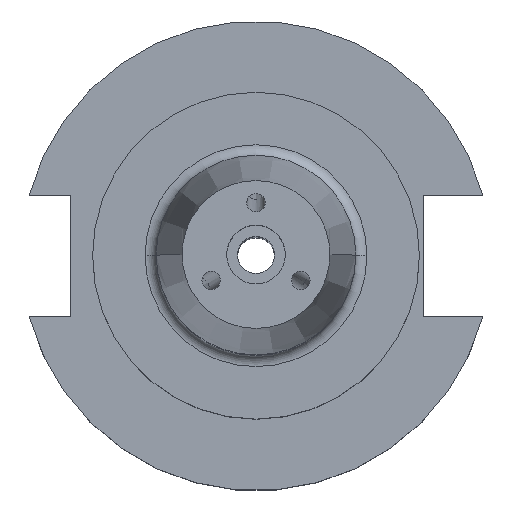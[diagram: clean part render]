
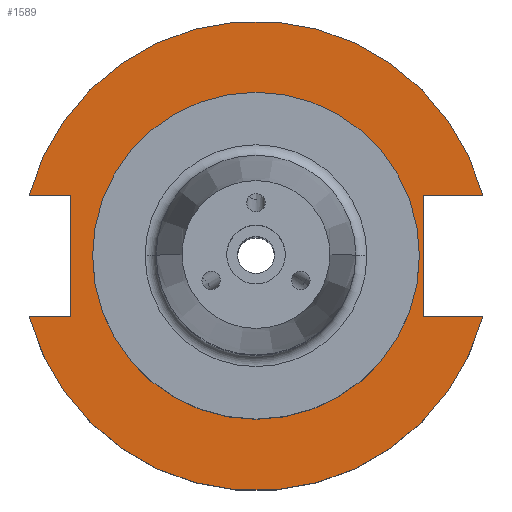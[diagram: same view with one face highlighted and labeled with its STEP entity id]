
A CAD part, top view. The second image highlights one B-rep face of the part: STEP entity #1589.
In plain terms, the highlighted planar face has unit normal (0, 0, 1).
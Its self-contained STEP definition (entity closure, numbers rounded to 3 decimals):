
#21 = FACE_OUTER_BOUND ( 'NONE', #1805, .T. ) ;
#36 = ORIENTED_EDGE ( 'NONE', *, *, #1032, .T. ) ;
#50 = LINE ( 'NONE', #151, #1022 ) ;
#75 = CARTESIAN_POINT ( 'NONE',  ( 22.606, -8.191, 19.05 ) ) ;
#77 = VECTOR ( 'NONE', #631, 1000. ) ;
#130 = DIRECTION ( 'NONE',  ( -1., 0., 0. ) ) ;
#143 = LINE ( 'NONE', #1292, #77 ) ;
#151 = CARTESIAN_POINT ( 'NONE',  ( 0., 8.191, 19.05 ) ) ;
#189 = ORIENTED_EDGE ( 'NONE', *, *, #465, .T. ) ;
#225 = DIRECTION ( 'NONE',  ( 1., 0., 0. ) ) ;
#243 = DIRECTION ( 'NONE',  ( 1., 0., 0. ) ) ;
#261 = DIRECTION ( 'NONE',  ( 0., 0., 1. ) ) ;
#283 = CARTESIAN_POINT ( 'NONE',  ( -25.091, -8.191, 19.05 ) ) ;
#286 = CARTESIAN_POINT ( 'NONE',  ( 0., 0., 19.05 ) ) ;
#299 = LINE ( 'NONE', #2207, #2326 ) ;
#309 = VECTOR ( 'NONE', #2442, 1000. ) ;
#333 = CARTESIAN_POINT ( 'NONE',  ( 30.675, -8.191, 19.05 ) ) ;
#344 = CARTESIAN_POINT ( 'NONE',  ( 22.606, 8.191, 19.05 ) ) ;
#370 = LINE ( 'NONE', #2370, #309 ) ;
#377 = AXIS2_PLACEMENT_3D ( 'NONE', #1985, #1810, #243 ) ;
#400 = VERTEX_POINT ( 'NONE', #333 ) ;
#449 = VECTOR ( 'NONE', #749, 1000. ) ;
#465 = EDGE_CURVE ( 'NONE', #2456, #1806, #512, .T. ) ;
#512 = LINE ( 'NONE', #2530, #449 ) ;
#586 = VECTOR ( 'NONE', #1644, 1000. ) ;
#631 = DIRECTION ( 'NONE',  ( 1., 0., 0. ) ) ;
#645 = ORIENTED_EDGE ( 'NONE', *, *, #1554, .F. ) ;
#675 = VERTEX_POINT ( 'NONE', #2068 ) ;
#713 = CIRCLE ( 'NONE', #2099, 31.75 ) ;
#736 = CIRCLE ( 'NONE', #377, 31.75 ) ;
#744 = ORIENTED_EDGE ( 'NONE', *, *, #1613, .F. ) ;
#749 = DIRECTION ( 'NONE',  ( 0., 1., 0. ) ) ;
#819 = DIRECTION ( 'NONE',  ( 0., 0., 1. ) ) ;
#880 = EDGE_LOOP ( 'NONE', ( #645, #744 ) ) ;
#909 = ORIENTED_EDGE ( 'NONE', *, *, #1078, .T. ) ;
#992 = CIRCLE ( 'NONE', #1173, 22.1 ) ;
#1022 = VECTOR ( 'NONE', #130, 1000. ) ;
#1032 = EDGE_CURVE ( 'NONE', #1635, #400, #713, .T. ) ;
#1039 = AXIS2_PLACEMENT_3D ( 'NONE', #1213, #1405, #1398 ) ;
#1078 = EDGE_CURVE ( 'NONE', #2424, #2054, #143, .T. ) ;
#1146 = ORIENTED_EDGE ( 'NONE', *, *, #2302, .T. ) ;
#1171 = VERTEX_POINT ( 'NONE', #283 ) ;
#1173 = AXIS2_PLACEMENT_3D ( 'NONE', #286, #261, #225 ) ;
#1182 = DIRECTION ( 'NONE',  ( 1., 0., 0. ) ) ;
#1197 = ORIENTED_EDGE ( 'NONE', *, *, #2525, .T. ) ;
#1213 = CARTESIAN_POINT ( 'NONE',  ( 0., 22.1, 19.05 ) ) ;
#1292 = CARTESIAN_POINT ( 'NONE',  ( -61.091, 8.191, 19.05 ) ) ;
#1376 = EDGE_CURVE ( 'NONE', #1864, #1806, #50, .T. ) ;
#1398 = DIRECTION ( 'NONE',  ( -1., 0., 0. ) ) ;
#1405 = DIRECTION ( 'NONE',  ( 0., 0., -1. ) ) ;
#1422 = EDGE_CURVE ( 'NONE', #1635, #1171, #370, .T. ) ;
#1554 = EDGE_CURVE ( 'NONE', #675, #2090, #2147, .T. ) ;
#1575 = FACE_BOUND ( 'NONE', #880, .T. ) ;
#1587 = DIRECTION ( 'NONE',  ( 0., 0., 1. ) ) ;
#1589 = ADVANCED_FACE ( 'NONE', ( #1575, #21 ), #1951, .F. ) ;
#1613 = EDGE_CURVE ( 'NONE', #2090, #675, #992, .T. ) ;
#1633 = LINE ( 'NONE', #2281, #586 ) ;
#1635 = VERTEX_POINT ( 'NONE', #1967 ) ;
#1644 = DIRECTION ( 'NONE',  ( 1., 0., 0. ) ) ;
#1721 = CARTESIAN_POINT ( 'NONE',  ( 0., 0., 19.05 ) ) ;
#1789 = DIRECTION ( 'NONE',  ( 1., 0., 0. ) ) ;
#1805 = EDGE_LOOP ( 'NONE', ( #1197, #2168, #36, #2194, #189, #2199, #1146, #909 ) ) ;
#1806 = VERTEX_POINT ( 'NONE', #344 ) ;
#1810 = DIRECTION ( 'NONE',  ( 0., 0., 1. ) ) ;
#1864 = VERTEX_POINT ( 'NONE', #2441 ) ;
#1951 = PLANE ( 'NONE',  #1039 ) ;
#1967 = CARTESIAN_POINT ( 'NONE',  ( -30.675, -8.191, 19.05 ) ) ;
#1985 = CARTESIAN_POINT ( 'NONE',  ( 0., 0., 19.05 ) ) ;
#1993 = DIRECTION ( 'NONE',  ( 0., -1., 0. ) ) ;
#2054 = VERTEX_POINT ( 'NONE', #2380 ) ;
#2068 = CARTESIAN_POINT ( 'NONE',  ( 22.1, 0., 19.05 ) ) ;
#2089 = EDGE_CURVE ( 'NONE', #2456, #400, #1633, .T. ) ;
#2090 = VERTEX_POINT ( 'NONE', #2439 ) ;
#2099 = AXIS2_PLACEMENT_3D ( 'NONE', #1721, #1587, #1789 ) ;
#2128 = AXIS2_PLACEMENT_3D ( 'NONE', #2145, #819, #1182 ) ;
#2145 = CARTESIAN_POINT ( 'NONE',  ( 0., 0., 19.05 ) ) ;
#2147 = CIRCLE ( 'NONE', #2128, 22.1 ) ;
#2168 = ORIENTED_EDGE ( 'NONE', *, *, #1422, .F. ) ;
#2194 = ORIENTED_EDGE ( 'NONE', *, *, #2089, .F. ) ;
#2199 = ORIENTED_EDGE ( 'NONE', *, *, #1376, .F. ) ;
#2207 = CARTESIAN_POINT ( 'NONE',  ( -25.091, 8.191, 19.05 ) ) ;
#2211 = CARTESIAN_POINT ( 'NONE',  ( -30.675, 8.191, 19.05 ) ) ;
#2281 = CARTESIAN_POINT ( 'NONE',  ( 0., -8.191, 19.05 ) ) ;
#2302 = EDGE_CURVE ( 'NONE', #1864, #2424, #736, .T. ) ;
#2326 = VECTOR ( 'NONE', #1993, 1000. ) ;
#2370 = CARTESIAN_POINT ( 'NONE',  ( -61.091, -8.191, 19.05 ) ) ;
#2380 = CARTESIAN_POINT ( 'NONE',  ( -25.091, 8.191, 19.05 ) ) ;
#2424 = VERTEX_POINT ( 'NONE', #2211 ) ;
#2439 = CARTESIAN_POINT ( 'NONE',  ( -22.1, 0., 19.05 ) ) ;
#2441 = CARTESIAN_POINT ( 'NONE',  ( 30.675, 8.191, 19.05 ) ) ;
#2442 = DIRECTION ( 'NONE',  ( 1., 0., 0. ) ) ;
#2456 = VERTEX_POINT ( 'NONE', #75 ) ;
#2525 = EDGE_CURVE ( 'NONE', #2054, #1171, #299, .T. ) ;
#2530 = CARTESIAN_POINT ( 'NONE',  ( 22.606, 22.1, 19.05 ) ) ;
